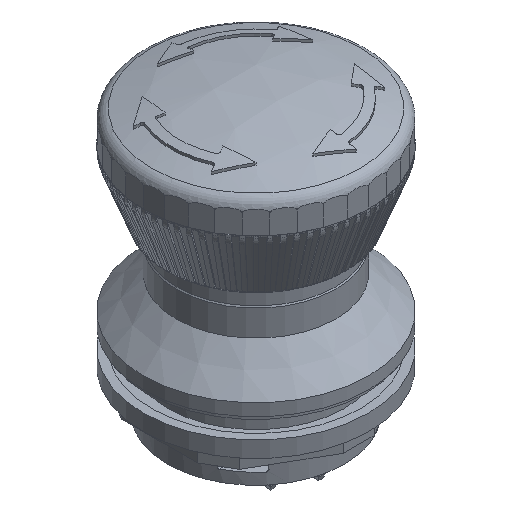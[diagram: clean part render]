
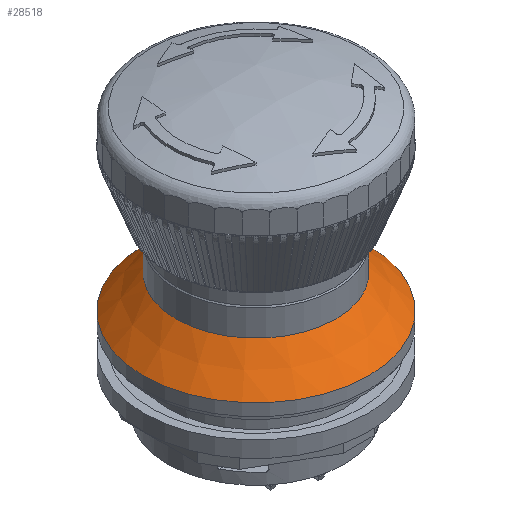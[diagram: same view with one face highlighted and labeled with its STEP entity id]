
A CAD part, isometric view. The second image highlights one B-rep face of the part: STEP entity #28518.
In plain terms, the highlighted conical face has half-angle 45 degrees and reference radius 11.963 mm.
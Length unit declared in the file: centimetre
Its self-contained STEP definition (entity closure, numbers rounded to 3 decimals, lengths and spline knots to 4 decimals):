
#238=CONICAL_SURFACE('',#30236,1.1962,45.);
#6893=FACE_BOUND('',#8738,.T.);
#7095=FACE_OUTER_BOUND('',#8737,.T.);
#8737=EDGE_LOOP('',(#19183));
#8738=EDGE_LOOP('',(#19184));
#10343=CIRCLE('',#30235,0.9925);
#10344=CIRCLE('',#30237,1.4);
#11384=VERTEX_POINT('',#41860);
#11385=VERTEX_POINT('',#41863);
#14401=EDGE_CURVE('',#11384,#11384,#10343,.T.);
#14402=EDGE_CURVE('',#11385,#11385,#10344,.T.);
#19183=ORIENTED_EDGE('',*,*,#14402,.F.);
#19184=ORIENTED_EDGE('',*,*,#14401,.T.);
#28518=ADVANCED_FACE('',(#7095,#6893),#238,.T.);
#30235=AXIS2_PLACEMENT_3D('',#41861,#33190,#33191);
#30236=AXIS2_PLACEMENT_3D('',#41862,#33192,#33193);
#30237=AXIS2_PLACEMENT_3D('',#41864,#33194,#33195);
#33190=DIRECTION('center_axis',(0.,0.,
-1.));
#33191=DIRECTION('ref_axis',(-1.,0.,0.));
#33192=DIRECTION('center_axis',(0.,0.,
-1.));
#33193=DIRECTION('ref_axis',(-1.,0.,0.));
#33194=DIRECTION('center_axis',(0.,0.,
-1.));
#33195=DIRECTION('ref_axis',(-1.,0.,0.));
#41860=CARTESIAN_POINT('',(-0.1552,-4.3878,2.8678));
#41861=CARTESIAN_POINT('Origin',(0.8373,-4.3874,2.8678));
#41862=CARTESIAN_POINT('Origin',(0.8373,-4.3874,2.664));
#41863=CARTESIAN_POINT('',(-0.5627,-4.3879,2.4603));
#41864=CARTESIAN_POINT('Origin',(0.8373,-4.3874,2.4603));
